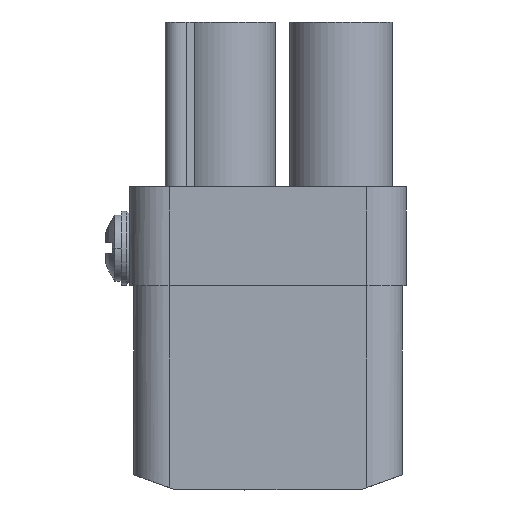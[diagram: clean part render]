
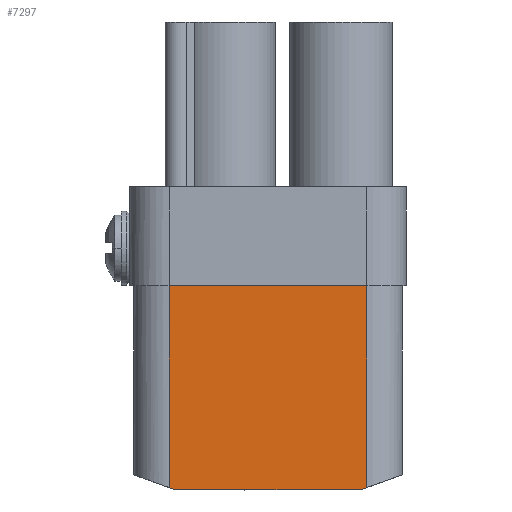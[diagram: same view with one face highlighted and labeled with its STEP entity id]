
A CAD part, left-side view. The second image highlights one B-rep face of the part: STEP entity #7297.
In plain terms, the highlighted planar face has unit normal (-1, 0, 0).
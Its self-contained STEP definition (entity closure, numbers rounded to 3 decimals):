
#7282=AXIS2_PLACEMENT_3D('Plane Axis2P3D',#7279,#7280,#7281) ;
#1261=CARTESIAN_POINT('Vertex',(0.3,17.5,0.)) ;
#1533=CARTESIAN_POINT('Vertex',(0.3,3.5,0.)) ;
#1536=CARTESIAN_POINT('Line Origine',(0.3,10.5,0.)) ;
#2299=CARTESIAN_POINT('Vertex',(0.3,3.,0.182)) ;
#2302=CARTESIAN_POINT('Line Origine',(0.3,3.25,0.091)) ;
#2731=CARTESIAN_POINT('Vertex',(0.3,3.,15.5)) ;
#2734=CARTESIAN_POINT('Line Origine',(0.3,3.,0.5)) ;
#3512=CARTESIAN_POINT('Vertex',(0.3,18.,0.182)) ;
#3515=CARTESIAN_POINT('Line Origine',(0.3,18.,0.5)) ;
#3519=CARTESIAN_POINT('Vertex',(0.3,18.,15.5)) ;
#7051=CARTESIAN_POINT('Line Origine',(0.3,10.5,15.5)) ;
#7279=CARTESIAN_POINT('Axis2P3D Location',(0.3,18.,0.5)) ;
#7284=CARTESIAN_POINT('Line Origine',(0.3,17.75,0.091)) ;
#1537=DIRECTION('Vector Direction',(0.,1.,0.)) ;
#2303=DIRECTION('Vector Direction',(0.,0.94,-0.342)) ;
#2735=DIRECTION('Vector Direction',(0.,0.,-1.)) ;
#3516=DIRECTION('Vector Direction',(0.,0.,-1.)) ;
#7052=DIRECTION('Vector Direction',(0.,1.,0.)) ;
#7280=DIRECTION('Axis2P3D Direction',(1.,0.,0.)) ;
#7281=DIRECTION('Axis2P3D XDirection',(0.,1.,0.)) ;
#7285=DIRECTION('Vector Direction',(0.,0.94,0.342)) ;
#1538=VECTOR('Line Direction',#1537,1.) ;
#2304=VECTOR('Line Direction',#2303,1.) ;
#2736=VECTOR('Line Direction',#2735,1.) ;
#3517=VECTOR('Line Direction',#3516,1.) ;
#7053=VECTOR('Line Direction',#7052,1.) ;
#7286=VECTOR('Line Direction',#7285,1.) ;
#7290=ORIENTED_EDGE('',*,*,#1540,.F.) ;
#7291=ORIENTED_EDGE('',*,*,#2306,.F.) ;
#7292=ORIENTED_EDGE('',*,*,#2738,.T.) ;
#7293=ORIENTED_EDGE('',*,*,#7055,.T.) ;
#7294=ORIENTED_EDGE('',*,*,#3521,.F.) ;
#7295=ORIENTED_EDGE('',*,*,#7288,.F.) ;
#7297=ADVANCED_FACE('Hauptk\X2\00F6\X0\rper',(#7296),#7283,.F.) ;
#1540=EDGE_CURVE('',#1534,#1262,#1539,.T.) ;
#2306=EDGE_CURVE('',#2300,#1534,#2305,.T.) ;
#2738=EDGE_CURVE('',#2300,#2732,#2737,.F.) ;
#3521=EDGE_CURVE('',#3513,#3520,#3518,.F.) ;
#7055=EDGE_CURVE('',#2732,#3520,#7054,.T.) ;
#7288=EDGE_CURVE('',#1262,#3513,#7287,.T.) ;
#7289=EDGE_LOOP('',(#7290,#7291,#7292,#7293,#7294,#7295)) ;
#7296=FACE_OUTER_BOUND('',#7289,.T.) ;
#1539=LINE('Line',#1536,#1538) ;
#2305=LINE('Line',#2302,#2304) ;
#2737=LINE('Line',#2734,#2736) ;
#3518=LINE('Line',#3515,#3517) ;
#7054=LINE('Line',#7051,#7053) ;
#7287=LINE('Line',#7284,#7286) ;
#7283=PLANE('',#7282) ;
#1262=VERTEX_POINT('',#1261) ;
#1534=VERTEX_POINT('',#1533) ;
#2300=VERTEX_POINT('',#2299) ;
#2732=VERTEX_POINT('',#2731) ;
#3513=VERTEX_POINT('',#3512) ;
#3520=VERTEX_POINT('',#3519) ;
